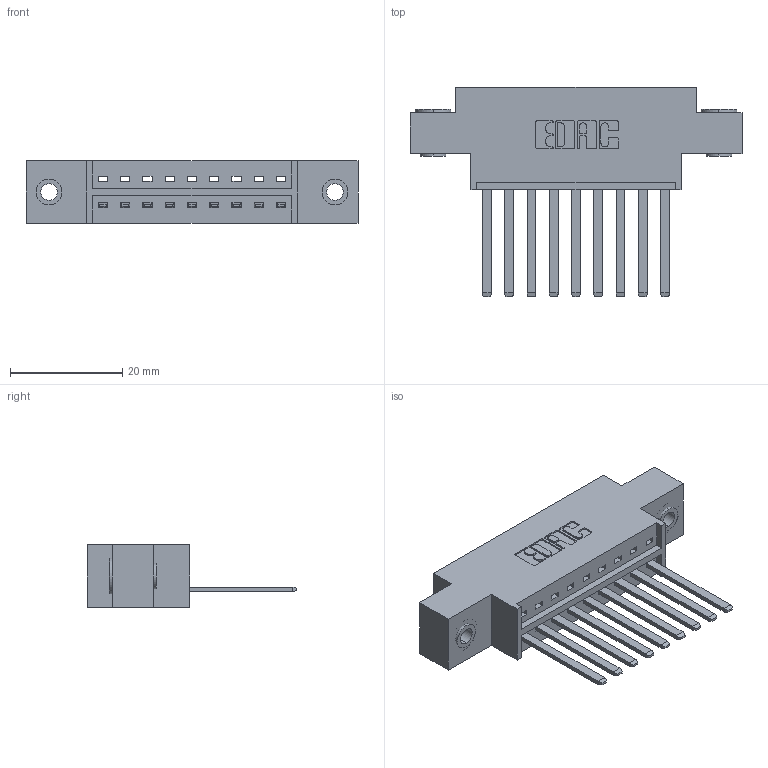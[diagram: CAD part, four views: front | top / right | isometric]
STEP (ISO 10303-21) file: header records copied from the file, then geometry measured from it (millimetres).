
FILE_DESCRIPTION (( 'STEP AP203' ), '1' );
FILE_NAME ('336-009-541-603.STEP', '2020-08-07T19:25:26', ( '' ), ( '' ), 'SwSTEP 2.0', 'SolidWorks 2020', '' );
FILE_SCHEMA (( 'CONFIG_CONTROL_DESIGN' ));
Length unit declared in the file: inch
Products named in the file (4): 336-009-541-603; 345-250-002_345-250-002-102; 336 Part_Offset - .156 Dia - TH; 336-290-001_336-290-541
Assembly tree (12 placements, depth 2):
  336-009-541-603
    336 Part_Offset - .156 Dia - TH
    336-290-001_336-290-541  x9
    345-250-002_345-250-002-102  x2
Bounding box: 59.05 x 37.34 x 11.1 mm (x, y, z)
Volume: 7669.7 mm3; surface area: 8238 mm2
Topology: 12 solids, 12 shells, 606 faces, 1785 edges, 1180 vertices
Faces by surface type: plane 390, cylinder 208, cone 8
Entity records: 11459 total; most frequent: CARTESIAN_POINT 2055, ORIENTED_EDGE 1894, DIRECTION 1735, EDGE_CURVE 947, LINE 791, VECTOR 791, VERTEX_POINT 628, AXIS2_PLACEMENT_3D 472
